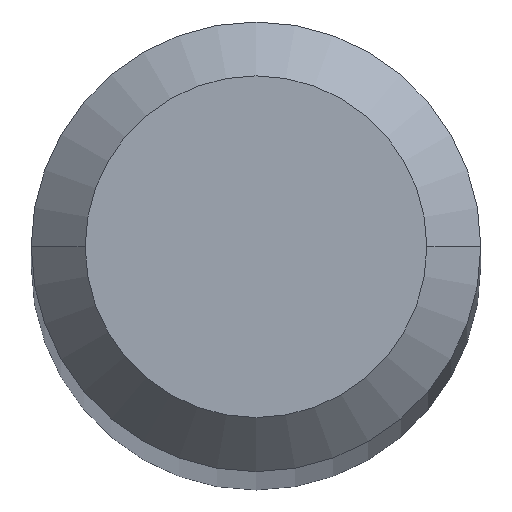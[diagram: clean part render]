
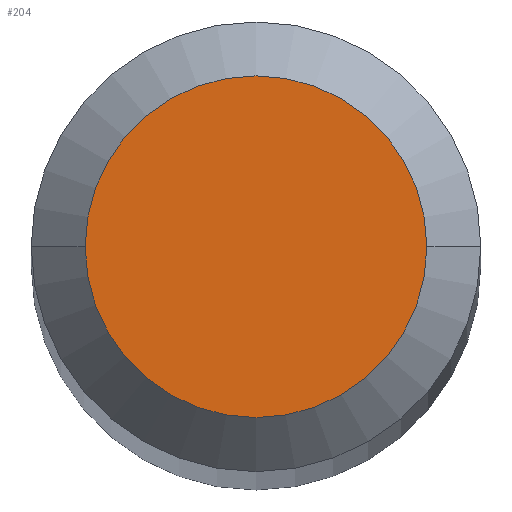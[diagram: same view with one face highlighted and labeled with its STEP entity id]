
A CAD part, top view. The second image highlights one B-rep face of the part: STEP entity #204.
In plain terms, the highlighted planar face has unit normal (0, 0, 1).
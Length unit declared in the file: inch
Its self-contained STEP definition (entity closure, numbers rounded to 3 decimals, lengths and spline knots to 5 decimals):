
#2 = AXIS2_PLACEMENT_3D ( 'NONE', #147, #131, #148 ) ;
#39 = CIRCLE ( 'NONE', #215, 0.0475 ) ;
#48 = CARTESIAN_POINT ( 'NONE',  ( 0.0475, 0., 3. ) ) ;
#103 = VERTEX_POINT ( 'NONE', #240 ) ;
#109 = CIRCLE ( 'NONE', #2, 0.0475 ) ;
#111 = CARTESIAN_POINT ( 'NONE',  ( 0., 0., 3. ) ) ;
#131 = DIRECTION ( 'NONE',  ( 0., 0., 1. ) ) ;
#141 = VERTEX_POINT ( 'NONE', #48 ) ;
#145 = EDGE_CURVE ( 'NONE', #141, #103, #109, .T. ) ;
#147 = CARTESIAN_POINT ( 'NONE',  ( 0., 0., 3. ) ) ;
#148 = DIRECTION ( 'NONE',  ( 1., 0., 0. ) ) ;
#156 = AXIS2_PLACEMENT_3D ( 'NONE', #111, #183, #185 ) ;
#165 = DIRECTION ( 'NONE',  ( 1., 0., 0. ) ) ;
#183 = DIRECTION ( 'NONE',  ( 0., 0., 1. ) ) ;
#184 = EDGE_CURVE ( 'NONE', #103, #141, #39, .T. ) ;
#185 = DIRECTION ( 'NONE',  ( 1., 0., 0. ) ) ;
#187 = ORIENTED_EDGE ( 'NONE', *, *, #184, .T. ) ;
#188 = ORIENTED_EDGE ( 'NONE', *, *, #145, .T. ) ;
#203 = PLANE ( 'NONE',  #156 ) ;
#204 = ADVANCED_FACE ( 'NONE', ( #222 ), #203, .T. ) ;
#205 = DIRECTION ( 'NONE',  ( 0., 0., 1. ) ) ;
#215 = AXIS2_PLACEMENT_3D ( 'NONE', #245, #205, #165 ) ;
#222 = FACE_OUTER_BOUND ( 'NONE', #229, .T. ) ;
#229 = EDGE_LOOP ( 'NONE', ( #187, #188 ) ) ;
#240 = CARTESIAN_POINT ( 'NONE',  ( -0.0475, 0., 3. ) ) ;
#245 = CARTESIAN_POINT ( 'NONE',  ( 0., 0., 3. ) ) ;
